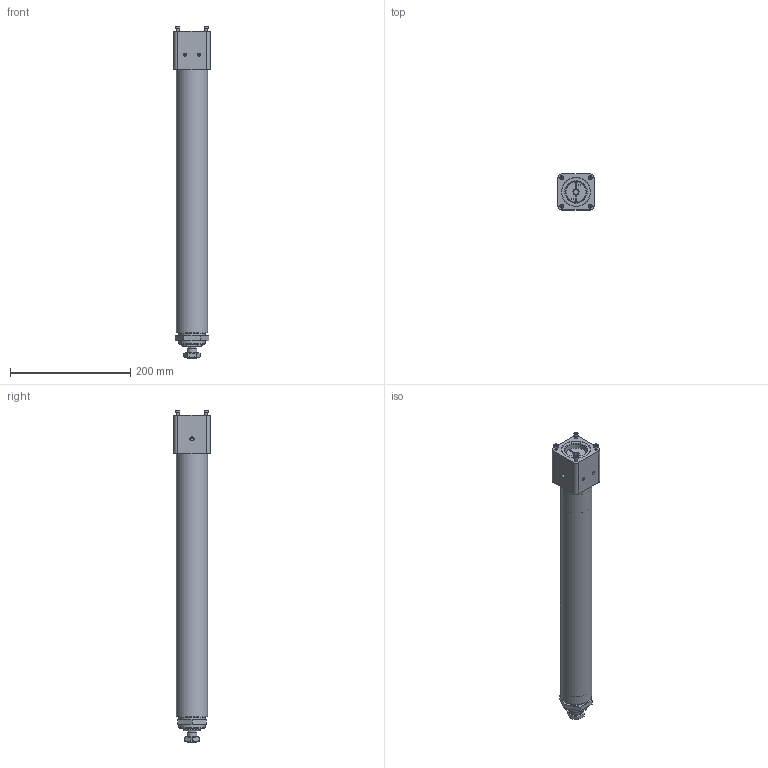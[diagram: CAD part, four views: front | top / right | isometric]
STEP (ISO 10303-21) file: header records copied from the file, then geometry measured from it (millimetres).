
FILE_DESCRIPTION (( 'STEP AP203' ), '1' );
FILE_NAME ('ERD20_BNM05_SM370.000_ERD-489427-1.step', '2025-05-29T13:11:19', ( '' ), ( '' ), 'SwSTEP 2.0', 'SolidWorks 2024', '' );
FILE_SCHEMA (( 'CONFIG_CONTROL_DESIGN' ));
Length unit declared in the file: inch
Products named in the file (6): tempJoin3_45109053_ERD20_BNM05_SM370.000_ERD-489427-1; 21931020_ERD20_BNM05_SM370.000_ERD-489427-1; Base_ERD20_BNM05_SM370.000_ERD-489427-1; 21931023_ERD20_BNM05_SM370.000_ERD-489427-1; tempJoin0_21939207_ERD20_BNM05_SM370.000_ERD-489427-1; ERD20_BNM05_SM370.000_ERD-489427-1
Assembly tree (5 placements, depth 2):
  ERD20_BNM05_SM370.000_ERD-489427-1
    21931020_ERD20_BNM05_SM370.000_ERD-489427-1
    tempJoin0_21939207_ERD20_BNM05_SM370.000_ERD-489427-1
    21931023_ERD20_BNM05_SM370.000_ERD-489427-1
    tempJoin3_45109053_ERD20_BNM05_SM370.000_ERD-489427-1
    Base_ERD20_BNM05_SM370.000_ERD-489427-1
Bounding box: 60 x 60 x 552.43 mm (x, y, z)
Volume: 751944.7 mm3; surface area: 253045 mm2
Topology: 9 solids, 10 shells, 383 faces, 863 edges, 553 vertices
Faces by surface type: plane 202, cylinder 121, cone 36, torus 24
Full cylindrical faces by diameter (mm): 1.981 x2, 2.921 x4, 3.299 x4, 3.3 x4, 4 x12, 4.826 x4, 5 x2, 6.8 x2, 7 x8, 7.874 x4, 12.7 x1, 13.716 x1, 14 x1, 14.275 x2, 16 x1, 16.271 x1, 30.48 x1, 33.6 x1, 34.925 x1, 38.1 x1, 41.992 x1, 42 x1, 42.081 x2, 42.418 x1, 42.5 x1, 44 x1, 45.593 x1, 47.752 x1, 48.26 x1, 48.311 x1
Entity records: 11658 total; most frequent: CARTESIAN_POINT 2745, DIRECTION 1822, ORIENTED_EDGE 1480, AXIS2_PLACEMENT_3D 751, EDGE_CURVE 740, EDGE_LOOP 560, VERTEX_POINT 528, FACE_OUTER_BOUND 456
